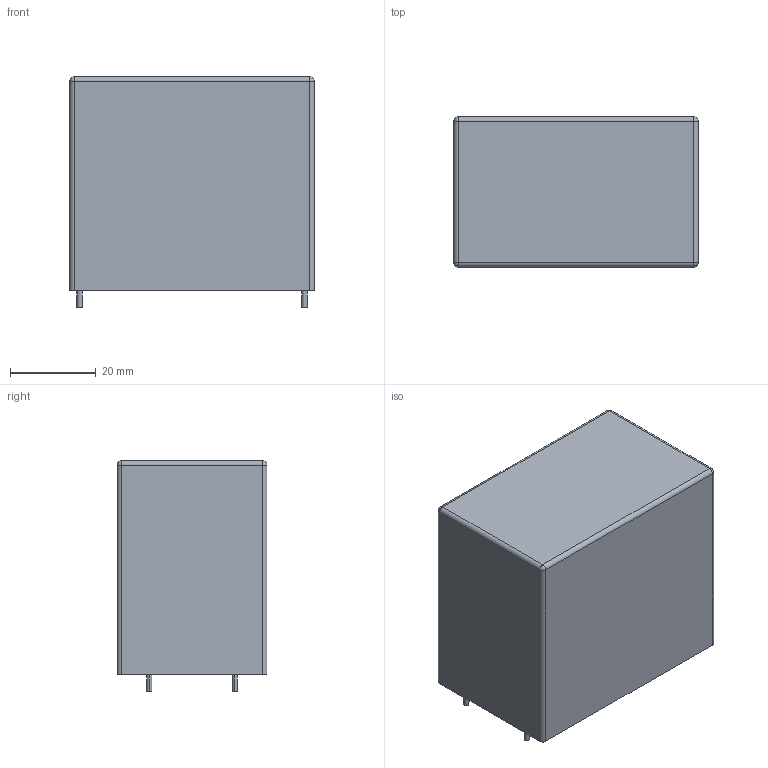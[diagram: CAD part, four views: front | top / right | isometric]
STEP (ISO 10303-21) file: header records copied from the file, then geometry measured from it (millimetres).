
FILE_DESCRIPTION((''),'2;1');
FILE_NAME('CAPRR5250W120L5700T3500H5000Q4_3d.stp','2015-06-29T10:20:22',(''),(''),'Mechanical Desktop 2011','Mechanical Desktop 2011',', , ');
FILE_SCHEMA(('AUTOMOTIVE_DESIGN { 1 2 10303 214 1 1 1 1 }'));
Length unit declared in the file: millimetre
Products named in the file (1): Product
Bounding box: 57 x 35 x 53.8 mm (x, y, z)
Volume: 99685.5 mm3; surface area: 13090.1 mm2
Topology: 5 solids, 5 shells, 34 faces, 60 edges, 36 vertices
Faces by surface type: cylinder 16, plane 14, sphere 4
Entity records: 868 total; most frequent: DIRECTION 162, CARTESIAN_POINT 131, ORIENTED_EDGE 120, AXIS2_PLACEMENT_3D 67, EDGE_CURVE 60, VERTEX_POINT 36, EDGE_LOOP 34, FACE_OUTER_BOUND 34
